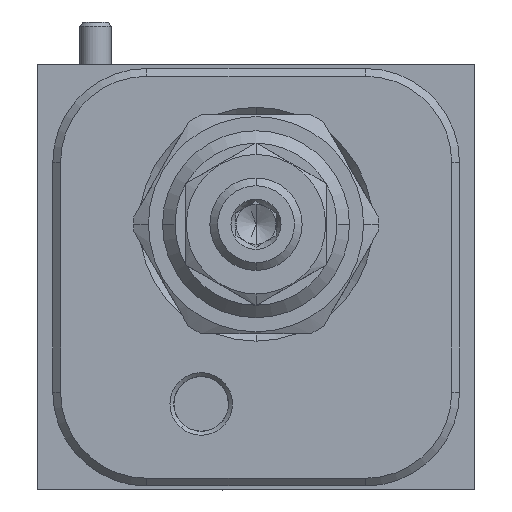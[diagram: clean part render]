
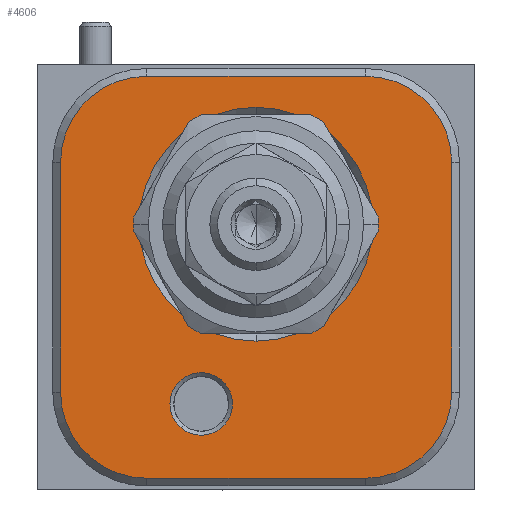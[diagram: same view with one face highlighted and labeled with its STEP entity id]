
A CAD part, front view. The second image highlights one B-rep face of the part: STEP entity #4606.
In plain terms, the highlighted planar face has unit normal (0, -1, 0).
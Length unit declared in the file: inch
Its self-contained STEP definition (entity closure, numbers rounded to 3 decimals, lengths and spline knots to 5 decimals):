
#2210=CARTESIAN_POINT('',(1.313,-3.562,1.309));
#2211=DIRECTION('',(0.,1.,0.));
#2212=DIRECTION('',(0.,0.,1.));
#2213=AXIS2_PLACEMENT_3D('',#2210,#2211,#2212);
#2224=CARTESIAN_POINT('',(0.656,-3.562,
0.344));
#2225=DIRECTION('',(0.,1.,0.));
#2226=DIRECTION('',(-0.643,0.,-0.766));
#2227=AXIS2_PLACEMENT_3D('',#2224,#2225,#2226);
#2229=CARTESIAN_POINT('',(0.656,-3.562,
0.344));
#2230=DIRECTION('',(0.,1.,0.));
#2231=DIRECTION('',(0.643,0.,0.766));
#2232=AXIS2_PLACEMENT_3D('',#2229,#2230,#2231);
#2234=CARTESIAN_POINT('',(0.875,-3.562,1.062));
#2235=DIRECTION('',(0.,1.,0.));
#2236=DIRECTION('',(0.,0.,-1.));
#2237=AXIS2_PLACEMENT_3D('',#2234,#2235,#2236);
#2239=CARTESIAN_POINT('',(0.875,-3.562,1.062));
#2240=DIRECTION('',(0.,1.,0.));
#2241=DIRECTION('',(0.,0.,1.));
#2242=AXIS2_PLACEMENT_3D('',#2239,#2240,#2241);
#2347=DIRECTION('',(0.,0.,-1.));
#2348=VECTOR('',#2347,0.918);
#2349=CARTESIAN_POINT('',(1.657,-3.562,1.309));
#2350=LINE('',#2349,#2348);
#2367=CARTESIAN_POINT('',(1.313,-3.562,0.391));
#2368=DIRECTION('',(0.,1.,0.));
#2369=DIRECTION('',(1.,0.,0.));
#2370=AXIS2_PLACEMENT_3D('',#2367,#2368,#2369);
#2385=DIRECTION('',(-1.,0.,0.));
#2386=VECTOR('',#2385,0.875);
#2387=CARTESIAN_POINT('',(1.313,-3.562,0.047));
#2388=LINE('',#2387,#2386);
#2401=CARTESIAN_POINT('',(0.438,-3.562,0.391));
#2402=DIRECTION('',(0.,1.,0.));
#2403=DIRECTION('',(0.,0.,-1.));
#2404=AXIS2_PLACEMENT_3D('',#2401,#2402,#2403);
#2415=DIRECTION('',(0.,0.,1.));
#2416=VECTOR('',#2415,0.918);
#2417=CARTESIAN_POINT('',(0.094,-3.562,0.391));
#2418=LINE('',#2417,#2416);
#2435=CARTESIAN_POINT('',(0.438,-3.562,1.309));
#2436=DIRECTION('',(0.,1.,0.));
#2437=DIRECTION('',(-1.,0.,0.));
#2438=AXIS2_PLACEMENT_3D('',#2435,#2436,#2437);
#2449=DIRECTION('',(1.,0.,0.));
#2450=VECTOR('',#2449,0.875);
#2451=CARTESIAN_POINT('',(0.438,-3.562,1.653));
#2452=LINE('',#2451,#2450);
#3140=CARTESIAN_POINT('',(0.57565,-3.562,
0.24824));
#3141=CARTESIAN_POINT('',(0.73635,-3.562,
0.43976));
#3142=VERTEX_POINT('',#3140);
#3143=VERTEX_POINT('',#3141);
#3170=CARTESIAN_POINT('',(1.313,-3.562,0.047));
#3171=CARTESIAN_POINT('',(0.438,-3.562,0.047));
#3172=VERTEX_POINT('',#3170);
#3173=VERTEX_POINT('',#3171);
#3178=CARTESIAN_POINT('',(0.094,-3.562,0.391));
#3179=VERTEX_POINT('',#3178);
#3182=CARTESIAN_POINT('',(0.094,-3.562,1.309));
#3183=VERTEX_POINT('',#3182);
#3186=CARTESIAN_POINT('',(0.438,-3.562,1.653));
#3187=VERTEX_POINT('',#3186);
#3190=CARTESIAN_POINT('',(1.313,-3.562,1.653));
#3191=VERTEX_POINT('',#3190);
#3194=CARTESIAN_POINT('',(1.657,-3.562,1.309));
#3195=VERTEX_POINT('',#3194);
#3198=CARTESIAN_POINT('',(1.657,-3.562,0.391));
#3199=VERTEX_POINT('',#3198);
#3246=CARTESIAN_POINT('',(0.875,-3.562,1.529));
#3247=VERTEX_POINT('',#3246);
#3252=CARTESIAN_POINT('',(0.875,-3.562,0.595));
#3253=VERTEX_POINT('',#3252);
#4572=CARTESIAN_POINT('',(0.,-3.562,0.));
#4573=DIRECTION('',(0.,-1.,0.));
#4574=DIRECTION('',(1.,0.,0.));
#4575=AXIS2_PLACEMENT_3D('',#4572,#4573,#4574);
#4576=PLANE('',#4575);
#4577=ORIENTED_EDGE('',*,*,#4562,.T.);
#4579=ORIENTED_EDGE('',*,*,#4578,.T.);
#4581=ORIENTED_EDGE('',*,*,#4580,.T.);
#4583=ORIENTED_EDGE('',*,*,#4582,.T.);
#4585=ORIENTED_EDGE('',*,*,#4584,.T.);
#4587=ORIENTED_EDGE('',*,*,#4586,.T.);
#4589=ORIENTED_EDGE('',*,*,#4588,.T.);
#4591=ORIENTED_EDGE('',*,*,#4590,.T.);
#4592=EDGE_LOOP('',(#4577,#4579,#4581,#4583,#4585,#4587,#4589,#4591));
#4593=FACE_OUTER_BOUND('',#4592,.F.);
#4595=ORIENTED_EDGE('',*,*,#4594,.F.);
#4597=ORIENTED_EDGE('',*,*,#4596,.F.);
#4598=EDGE_LOOP('',(#4595,#4597));
#4599=FACE_BOUND('',#4598,.F.);
#4601=ORIENTED_EDGE('',*,*,#4600,.F.);
#4603=ORIENTED_EDGE('',*,*,#4602,.F.);
#4604=EDGE_LOOP('',(#4601,#4603));
#4605=FACE_BOUND('',#4604,.F.);
#4606=ADVANCED_FACE('',(#4593,#4599,#4605),#4576,.T.);
#2214=CIRCLE('',#2213,0.344);
#2228=CIRCLE('',#2227,0.125);
#2233=CIRCLE('',#2232,0.125);
#2238=CIRCLE('',#2237,0.467);
#2243=CIRCLE('',#2242,0.467);
#2371=CIRCLE('',#2370,0.344);
#2405=CIRCLE('',#2404,0.344);
#2439=CIRCLE('',#2438,0.344);
#4562=EDGE_CURVE('',#3191,#3195,#2214,.T.);
#4578=EDGE_CURVE('',#3195,#3199,#2350,.T.);
#4580=EDGE_CURVE('',#3199,#3172,#2371,.T.);
#4582=EDGE_CURVE('',#3172,#3173,#2388,.T.);
#4584=EDGE_CURVE('',#3173,#3179,#2405,.T.);
#4586=EDGE_CURVE('',#3179,#3183,#2418,.T.);
#4588=EDGE_CURVE('',#3183,#3187,#2439,.T.);
#4590=EDGE_CURVE('',#3187,#3191,#2452,.T.);
#4594=EDGE_CURVE('',#3142,#3143,#2228,.T.);
#4596=EDGE_CURVE('',#3143,#3142,#2233,.T.);
#4600=EDGE_CURVE('',#3253,#3247,#2238,.T.);
#4602=EDGE_CURVE('',#3247,#3253,#2243,.T.);
